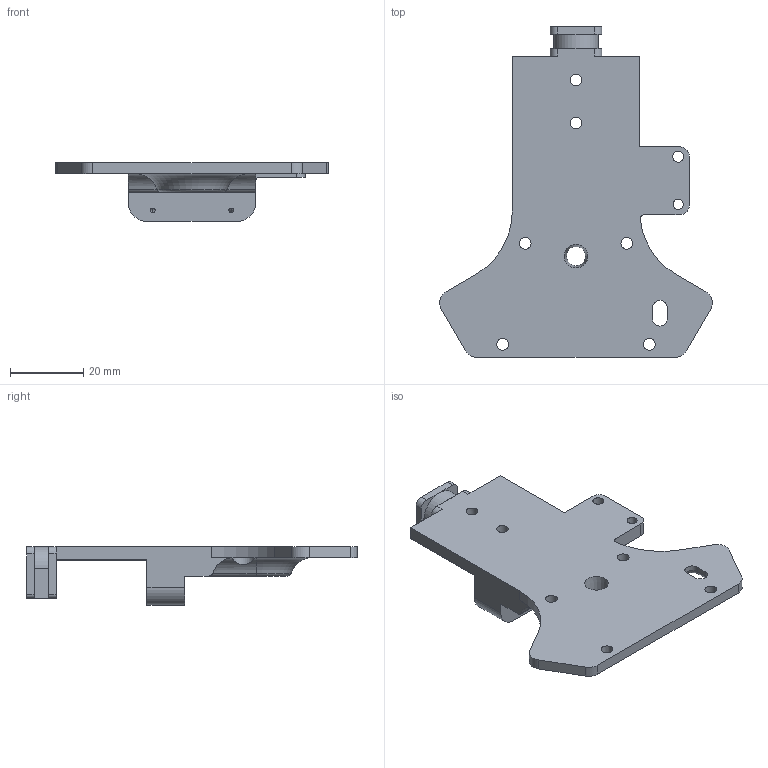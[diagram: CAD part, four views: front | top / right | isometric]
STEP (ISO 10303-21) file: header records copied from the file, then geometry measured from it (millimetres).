
FILE_DESCRIPTION(/* description */ (''),/* implementation_level */ '2;1');
FILE_NAME(/* name */ 'HB_coupling_plate_Carriage Back Plate.step',/* time_stamp */ '2020-03-05T00:06:52+00:00',/* author */ (''),/* organization */ (''),/* preprocessor_version */ 'ST-DEVELOPER v18',/* originating_system */ 'Autodesk Translation Framework v8.12.0.6',/* authorisation */ '');
FILE_SCHEMA (('AUTOMOTIVE_DESIGN { 1 0 10303 214 3 1 1 }'));
Length unit declared in the file: millimetre
Products named in the file (1): HB_coupling_plate_Carriage Back Plate
Bounding box: 74.3 x 90.07 x 16 mm (x, y, z)
Volume: 20876.6 mm3; surface area: 11506.6 mm2
Topology: 1 solids, 1 shells, 226 faces, 674 edges, 450 vertices
Faces by surface type: cylinder 114, plane 106, torus 5, cone 1
Full cylindrical faces by diameter (mm): 1.25 x2, 2.5 x2, 2.75 x1, 3 x1, 3.2 x6, 5.2 x1
Entity records: 8105 total; most frequent: CARTESIAN_POINT 1756, ORIENTED_EDGE 1348, DIRECTION 1338, EDGE_CURVE 674, AXIS2_PLACEMENT_3D 469, VERTEX_POINT 450, LINE 400, VECTOR 400
